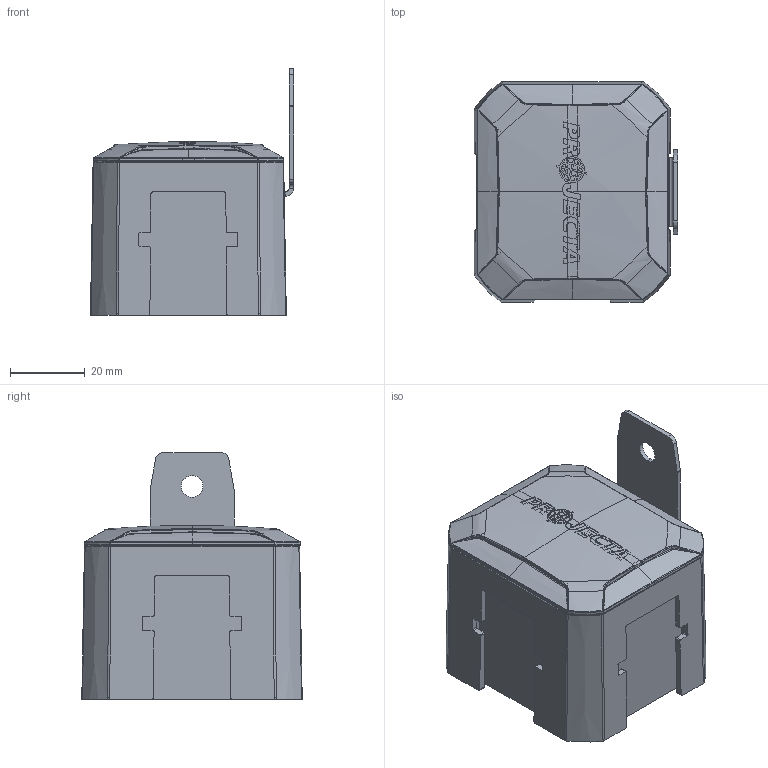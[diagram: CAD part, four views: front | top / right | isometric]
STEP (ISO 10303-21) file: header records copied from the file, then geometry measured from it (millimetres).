
FILE_DESCRIPTION (( 'STEP AP203' ), '1' );
FILE_NAME ('LINRelay-12_V1.13-customercad.STEP', '2025-03-18T06:10:39', ( '' ), ( '' ), 'SwSTEP 2.0', 'SolidWorks 2022', '' );
FILE_SCHEMA (( 'CONFIG_CONTROL_DESIGN' ));
Products named in the file (1): LINRelay-12_V1.13-customercad
Bounding box: 54.28 x 58.9 x 65.93 mm (x, y, z)
Volume: 120262.2 mm3; surface area: 21402 mm2
Topology: 3 solids, 3 shells, 1186 faces, 3157 edges, 2037 vertices
Faces by surface type: plane 618, bspline 389, cylinder 131, cone 31, torus 17
Entity records: 51784 total; most frequent: CARTESIAN_POINT 26030, ORIENTED_EDGE 6292, DIRECTION 3800, EDGE_CURVE 3146, VERTEX_POINT 2034, LINE 1660, VECTOR 1660, EDGE_LOOP 1262
